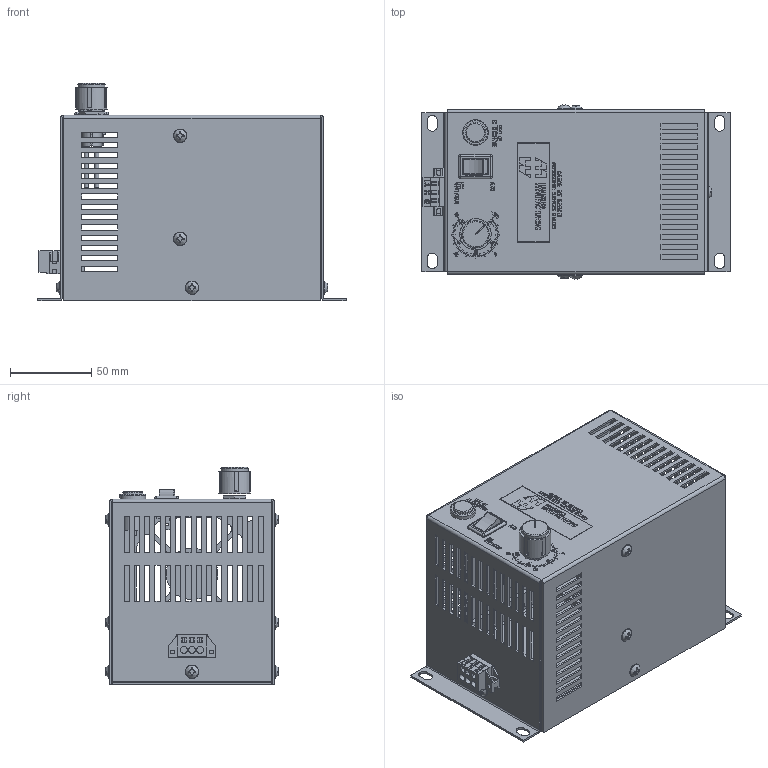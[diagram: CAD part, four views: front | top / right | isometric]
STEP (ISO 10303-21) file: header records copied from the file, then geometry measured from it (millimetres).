
FILE_DESCRIPTION (( 'STEP AP214' ), '1' );
FILE_NAME ('FLHTF400A115.STEP', '2020-11-05T15:12:02', ( '' ), ( '' ), 'SwSTEP 2.0', 'SolidWorks 2019', '' );
FILE_SCHEMA (( 'AUTOMOTIVE_DESIGN' ));
Length unit declared in the file: inch
Products named in the file (1): FLHTF400A115
Bounding box: 189.87 x 107.14 x 133.86 mm (x, y, z)
Volume: 180795 mm3; surface area: 222552.1 mm2
Topology: 17 solids, 17 shells, 4227 faces, 11795 edges, 7824 vertices
Faces by surface type: plane 3719, cylinder 274, bspline 184, cone 50
Full cylindrical faces by diameter (mm): 1.676 x2, 1.778 x3, 2.159 x2, 2.667 x2, 3.048 x2, 3.302 x2, 3.48 x8, 4.191 x3, 4.318 x2, 4.623 x8, 4.801 x2, 5.156 x4, 9.728 x1, 12.446 x2, 12.7 x1, 14.605 x1, 15.748 x1, 15.875 x1, 16.51 x2, 16.764 x1, 19.304 x1
Entity records: 138510 total; most frequent: CARTESIAN_POINT 30988, ORIENTED_EDGE 23360, DIRECTION 19770, EDGE_CURVE 11680, VECTOR 10446, LINE 10446, VERTEX_POINT 7795, EDGE_LOOP 4819
